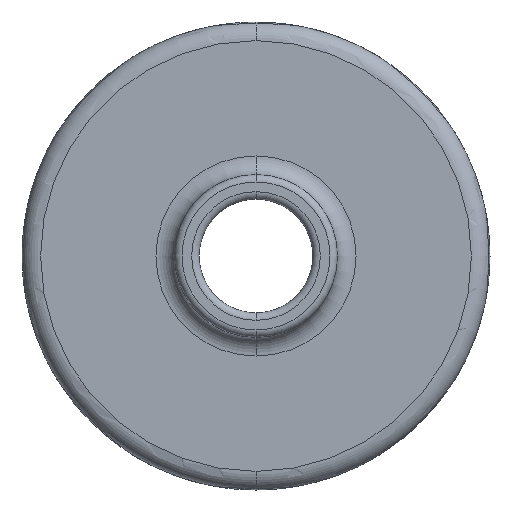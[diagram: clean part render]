
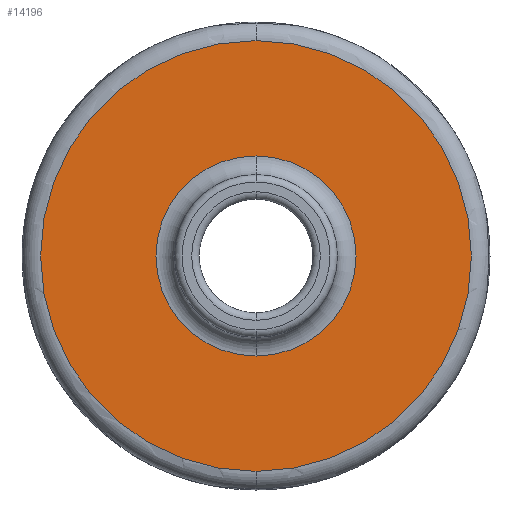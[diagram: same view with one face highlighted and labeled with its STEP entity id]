
A CAD part, front view. The second image highlights one B-rep face of the part: STEP entity #14196.
In plain terms, the highlighted planar face has unit normal (0, -1, 0).
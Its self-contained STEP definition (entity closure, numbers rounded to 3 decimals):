
#1049 = EDGE_CURVE ( 'NONE', #17312, #3569, #7379, .T. ) ;
#1462 = EDGE_LOOP ( 'NONE', ( #13966, #4019 ) ) ;
#1846 = FACE_OUTER_BOUND ( 'NONE', #10825, .T. ) ;
#2930 = EDGE_CURVE ( 'NONE', #15925, #18132, #16479, .T. ) ;
#3569 = VERTEX_POINT ( 'NONE', #17709 ) ;
#4019 = ORIENTED_EDGE ( 'NONE', *, *, #2930, .T. ) ;
#4040 = ORIENTED_EDGE ( 'NONE', *, *, #14215, .T. ) ;
#4617 = CARTESIAN_POINT ( 'NONE',  ( 0., 25., 11.1 ) ) ;
#4911 = DIRECTION ( 'NONE',  ( 0., 0., 1. ) ) ;
#5624 = CARTESIAN_POINT ( 'NONE',  ( 0., 25., 0. ) ) ;
#5629 = CARTESIAN_POINT ( 'NONE',  ( 0., 25., -13.64 ) ) ;
#6038 = AXIS2_PLACEMENT_3D ( 'NONE', #5624, #14706, #7433 ) ;
#6059 = CARTESIAN_POINT ( 'NONE',  ( 0., 25., 0. ) ) ;
#6070 = ORIENTED_EDGE ( 'NONE', *, *, #1049, .T. ) ;
#6353 = CIRCLE ( 'NONE', #11846, 29.36 ) ;
#6477 = CARTESIAN_POINT ( 'NONE',  ( 0., 25., -29.36 ) ) ;
#7379 = CIRCLE ( 'NONE', #15673, 29.36 ) ;
#7433 = DIRECTION ( 'NONE',  ( 0., 0., 1. ) ) ;
#7516 = DIRECTION ( 'NONE',  ( 0., 0., 1. ) ) ;
#7613 = AXIS2_PLACEMENT_3D ( 'NONE', #13985, #14793, #7516 ) ;
#7687 = PLANE ( 'NONE',  #14597 ) ;
#9303 = DIRECTION ( 'NONE',  ( 0., 0., 1. ) ) ;
#9774 = DIRECTION ( 'NONE',  ( 0., -1., 0. ) ) ;
#10543 = DIRECTION ( 'NONE',  ( 0., -1., 0. ) ) ;
#10825 = EDGE_LOOP ( 'NONE', ( #4040, #6070 ) ) ;
#11846 = AXIS2_PLACEMENT_3D ( 'NONE', #6059, #10543, #4911 ) ;
#13966 = ORIENTED_EDGE ( 'NONE', *, *, #14906, .T. ) ;
#13985 = CARTESIAN_POINT ( 'NONE',  ( 0., 25., 0. ) ) ;
#14181 = DIRECTION ( 'NONE',  ( 0., 0., 1. ) ) ;
#14196 = ADVANCED_FACE ( 'NONE', ( #1846, #18041 ), #7687, .F. ) ;
#14215 = EDGE_CURVE ( 'NONE', #3569, #17312, #6353, .T. ) ;
#14275 = CIRCLE ( 'NONE', #6038, 13.64 ) ;
#14597 = AXIS2_PLACEMENT_3D ( 'NONE', #4617, #17841, #9303 ) ;
#14706 = DIRECTION ( 'NONE',  ( 0., 1., 0. ) ) ;
#14793 = DIRECTION ( 'NONE',  ( 0., 1., 0. ) ) ;
#14891 = CARTESIAN_POINT ( 'NONE',  ( 0., 25., 13.64 ) ) ;
#14906 = EDGE_CURVE ( 'NONE', #18132, #15925, #14275, .T. ) ;
#15673 = AXIS2_PLACEMENT_3D ( 'NONE', #17345, #9774, #14181 ) ;
#15925 = VERTEX_POINT ( 'NONE', #5629 ) ;
#16479 = CIRCLE ( 'NONE', #7613, 13.64 ) ;
#17312 = VERTEX_POINT ( 'NONE', #6477 ) ;
#17345 = CARTESIAN_POINT ( 'NONE',  ( 0., 25., 0. ) ) ;
#17709 = CARTESIAN_POINT ( 'NONE',  ( 0., 25., 29.36 ) ) ;
#17841 = DIRECTION ( 'NONE',  ( 0., 1., 0. ) ) ;
#18041 = FACE_BOUND ( 'NONE', #1462, .T. ) ;
#18132 = VERTEX_POINT ( 'NONE', #14891 ) ;
